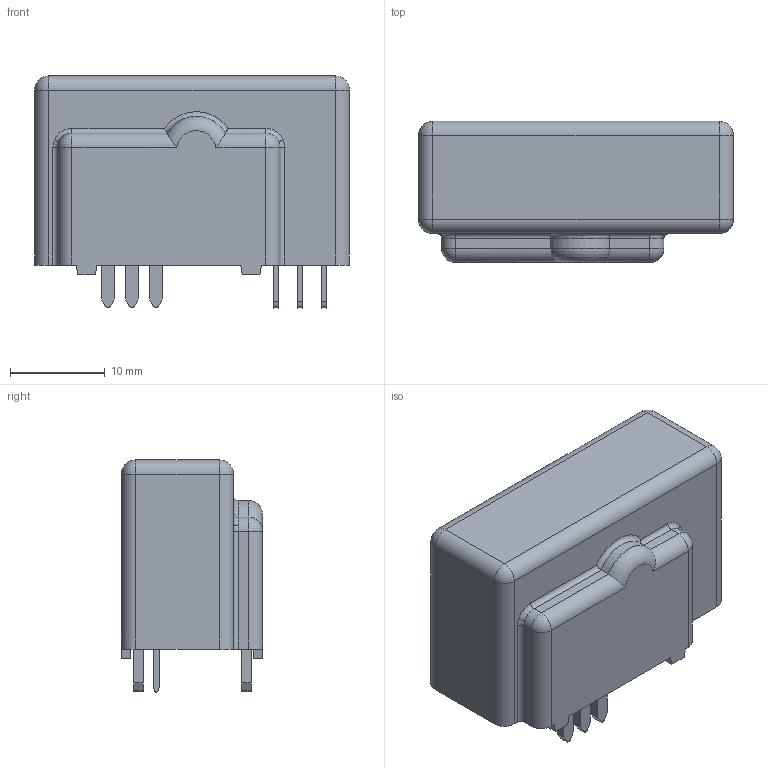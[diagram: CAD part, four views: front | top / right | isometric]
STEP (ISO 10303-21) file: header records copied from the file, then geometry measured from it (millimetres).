
FILE_DESCRIPTION((''),'2;1');
FILE_NAME('LAH50-P.stp','2008-05-15T10:42:59',(''),(''),'Mechanical Desktop 2008','Mechanical Desktop 2008',', , ');
FILE_SCHEMA(('AUTOMOTIVE_DESIGN { 1 2 10303 214 1 1 1 1 }'));
Length unit declared in the file: millimetre
Products named in the file (1): Product
Bounding box: 33.3 x 14.93 x 24.55 mm (x, y, z)
Volume: 8873.8 mm3; surface area: 2862.7 mm2
Topology: 10 solids, 10 shells, 136 faces, 328 edges, 206 vertices
Faces by surface type: plane 69, bspline 32, cylinder 28, sphere 6, torus 1
Entity records: 4161 total; most frequent: CARTESIAN_POINT 1036, ORIENTED_EDGE 644, DIRECTION 586, EDGE_CURVE 322, VECTOR 256, LINE 256, VERTEX_POINT 206, AXIS2_PLACEMENT_3D 165
